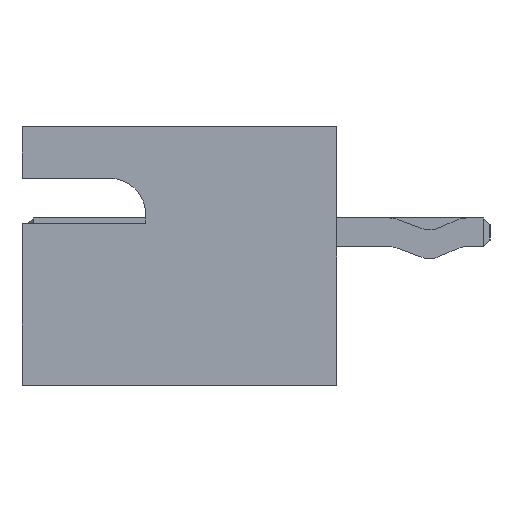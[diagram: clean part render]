
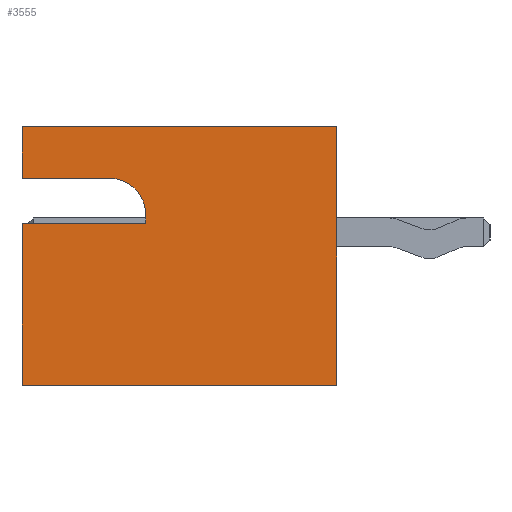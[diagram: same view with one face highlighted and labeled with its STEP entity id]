
A CAD part, left-side view. The second image highlights one B-rep face of the part: STEP entity #3555.
In plain terms, the highlighted planar face has unit normal (-1, 0, 0).
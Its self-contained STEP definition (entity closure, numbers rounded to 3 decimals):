
#210 = CARTESIAN_POINT ( 'NONE',  ( -6.2, 4.25, 2.875 ) ) ;
#360 = CARTESIAN_POINT ( 'NONE',  ( -6.2, 7., 2.875 ) ) ;
#415 = EDGE_CURVE ( 'NONE', #3097, #1787, #1679, .T. ) ;
#548 = EDGE_CURVE ( 'NONE', #1095, #3097, #2993, .T. ) ;
#679 = CARTESIAN_POINT ( 'NONE',  ( -6.2, 0., 2.875 ) ) ;
#737 = EDGE_CURVE ( 'NONE', #3695, #1095, #3147, .T. ) ;
#789 = EDGE_CURVE ( 'NONE', #2196, #1067, #2533, .T. ) ;
#795 = DIRECTION ( 'NONE',  ( 0., -1., 0. ) ) ;
#809 = CARTESIAN_POINT ( 'NONE',  ( -6.2, 5.05, 1.725 ) ) ;
#816 = EDGE_CURVE ( 'NONE', #1787, #3517, #1027, .T. ) ;
#817 = ORIENTED_EDGE ( 'NONE', *, *, #2378, .F. ) ;
#990 = DIRECTION ( 'NONE',  ( 0., 0., 1. ) ) ;
#1027 = LINE ( 'NONE', #3394, #2719 ) ;
#1067 = VERTEX_POINT ( 'NONE', #3063 ) ;
#1095 = VERTEX_POINT ( 'NONE', #3427 ) ;
#1227 = AXIS2_PLACEMENT_3D ( 'NONE', #2813, #4468, #2545 ) ;
#1274 = DIRECTION ( 'NONE',  ( 0., -1., 0. ) ) ;
#1298 = ORIENTED_EDGE ( 'NONE', *, *, #1855, .F. ) ;
#1446 = ORIENTED_EDGE ( 'NONE', *, *, #737, .F. ) ;
#1476 = DIRECTION ( 'NONE',  ( 0., 1., 0. ) ) ;
#1513 = ORIENTED_EDGE ( 'NONE', *, *, #2481, .F. ) ;
#1600 = DIRECTION ( 'NONE',  ( 0., 0., -1. ) ) ;
#1679 = LINE ( 'NONE', #4157, #3608 ) ;
#1787 = VERTEX_POINT ( 'NONE', #3467 ) ;
#1789 = CARTESIAN_POINT ( 'NONE',  ( -6.2, 7., 2.875 ) ) ;
#1855 = EDGE_CURVE ( 'NONE', #1067, #3695, #2210, .T. ) ;
#1939 = DIRECTION ( 'NONE',  ( 1., 0., 0. ) ) ;
#2196 = VERTEX_POINT ( 'NONE', #2944 ) ;
#2210 = LINE ( 'NONE', #3211, #3007 ) ;
#2299 = DIRECTION ( 'NONE',  ( 0., 0., -1. ) ) ;
#2372 = CARTESIAN_POINT ( 'NONE',  ( -6.2, 0., 2.875 ) ) ;
#2378 = EDGE_CURVE ( 'NONE', #3517, #4654, #4522, .T. ) ;
#2481 = EDGE_CURVE ( 'NONE', #4654, #2486, #4336, .T. ) ;
#2486 = VERTEX_POINT ( 'NONE', #4312 ) ;
#2533 = LINE ( 'NONE', #1789, #3998 ) ;
#2542 = ORIENTED_EDGE ( 'NONE', *, *, #415, .F. ) ;
#2545 = DIRECTION ( 'NONE',  ( 0., 0., -1. ) ) ;
#2694 = VECTOR ( 'NONE', #1600, 1000. ) ;
#2719 = VECTOR ( 'NONE', #2979, 1000. ) ;
#2811 = ORIENTED_EDGE ( 'NONE', *, *, #548, .F. ) ;
#2813 = CARTESIAN_POINT ( 'NONE',  ( -6.2, 5.05, 0.925 ) ) ;
#2916 = LINE ( 'NONE', #3461, #4198 ) ;
#2944 = CARTESIAN_POINT ( 'NONE',  ( -6.2, 7., -2.875 ) ) ;
#2979 = DIRECTION ( 'NONE',  ( 0., 0., 1. ) ) ;
#2993 = CIRCLE ( 'NONE', #1227, 0.8 ) ;
#3007 = VECTOR ( 'NONE', #1274, 1000. ) ;
#3039 = EDGE_CURVE ( 'NONE', #2196, #2486, #2916, .T. ) ;
#3063 = CARTESIAN_POINT ( 'NONE',  ( -6.2, 7., 0.725 ) ) ;
#3097 = VERTEX_POINT ( 'NONE', #809 ) ;
#3126 = CARTESIAN_POINT ( 'NONE',  ( -6.2, 7., 2.875 ) ) ;
#3147 = LINE ( 'NONE', #210, #3865 ) ;
#3211 = CARTESIAN_POINT ( 'NONE',  ( -6.2, 7., 0.725 ) ) ;
#3333 = EDGE_LOOP ( 'NONE', ( #1298, #4780, #4481, #1513, #817, #4283, #2542, #2811, #1446 ) ) ;
#3394 = CARTESIAN_POINT ( 'NONE',  ( -6.2, 7., 0. ) ) ;
#3420 = DIRECTION ( 'NONE',  ( 0., -1., 0. ) ) ;
#3427 = CARTESIAN_POINT ( 'NONE',  ( -6.2, 4.25, 0.925 ) ) ;
#3461 = CARTESIAN_POINT ( 'NONE',  ( -6.2, 7., -2.875 ) ) ;
#3467 = CARTESIAN_POINT ( 'NONE',  ( -6.2, 7., 1.725 ) ) ;
#3517 = VERTEX_POINT ( 'NONE', #360 ) ;
#3555 = ADVANCED_FACE ( 'NONE', ( #3854 ), #3841, .F. ) ;
#3608 = VECTOR ( 'NONE', #1476, 1000. ) ;
#3695 = VERTEX_POINT ( 'NONE', #4816 ) ;
#3723 = VECTOR ( 'NONE', #795, 1000. ) ;
#3841 = PLANE ( 'NONE',  #5030 ) ;
#3854 = FACE_OUTER_BOUND ( 'NONE', #3333, .T. ) ;
#3865 = VECTOR ( 'NONE', #990, 1000. ) ;
#3998 = VECTOR ( 'NONE', #4129, 1000. ) ;
#4129 = DIRECTION ( 'NONE',  ( 0., 0., 1. ) ) ;
#4157 = CARTESIAN_POINT ( 'NONE',  ( -6.2, 7., 1.725 ) ) ;
#4198 = VECTOR ( 'NONE', #3420, 1000. ) ;
#4222 = CARTESIAN_POINT ( 'NONE',  ( -6.2, 7., 2.875 ) ) ;
#4283 = ORIENTED_EDGE ( 'NONE', *, *, #816, .F. ) ;
#4312 = CARTESIAN_POINT ( 'NONE',  ( -6.2, 0., -2.875 ) ) ;
#4336 = LINE ( 'NONE', #2372, #2694 ) ;
#4468 = DIRECTION ( 'NONE',  ( -1., 0., 0. ) ) ;
#4481 = ORIENTED_EDGE ( 'NONE', *, *, #3039, .T. ) ;
#4522 = LINE ( 'NONE', #3126, #3723 ) ;
#4654 = VERTEX_POINT ( 'NONE', #679 ) ;
#4780 = ORIENTED_EDGE ( 'NONE', *, *, #789, .F. ) ;
#4816 = CARTESIAN_POINT ( 'NONE',  ( -6.2, 4.25, 0.725 ) ) ;
#5030 = AXIS2_PLACEMENT_3D ( 'NONE', #4222, #1939, #2299 ) ;
